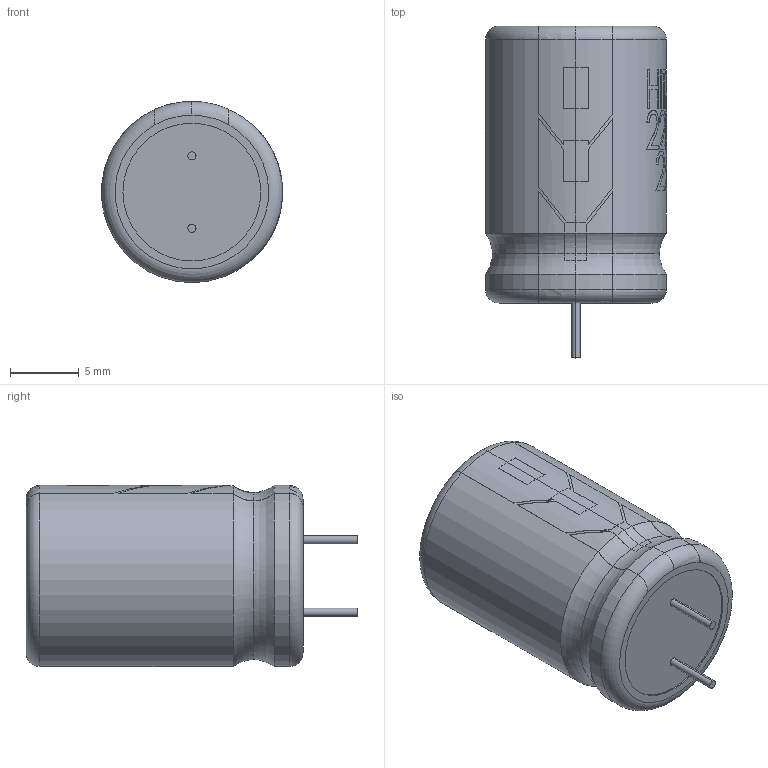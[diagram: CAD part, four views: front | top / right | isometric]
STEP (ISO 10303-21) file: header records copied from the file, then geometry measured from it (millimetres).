
FILE_DESCRIPTION (( 'STEP AP214' ), '1' );
FILE_NAME ('HITANO 2200uF 25V PET105.STEP', '2024-05-13T09:37:21', ( '' ), ( '' ), 'SwSTEP 2.0', 'SolidWorks 2024', '' );
FILE_SCHEMA (( 'AUTOMOTIVE_DESIGN' ));
Length unit declared in the file: millimetre
Products named in the file (1): HITANO 2200uF 25V PET105
Bounding box: 13.2 x 24.2 x 13.21 mm (x, y, z)
Volume: 2693.1 mm3; surface area: 1112.7 mm2
Topology: 1 solids, 1 shells, 256 faces, 680 edges, 449 vertices
Faces by surface type: plane 142, bspline 58, cylinder 40, torus 16
Entity records: 13564 total; most frequent: CARTESIAN_POINT 5277, ORIENTED_EDGE 1360, DIRECTION 1028, EDGE_CURVE 680, VERTEX_POINT 449, AXIS2_PLACEMENT_3D 355, LINE 318, VECTOR 318
